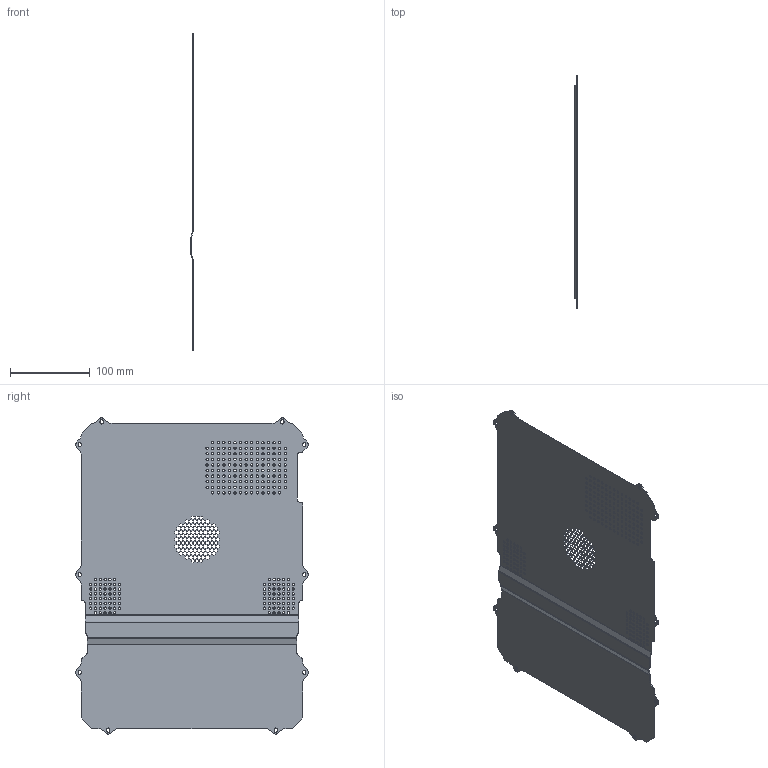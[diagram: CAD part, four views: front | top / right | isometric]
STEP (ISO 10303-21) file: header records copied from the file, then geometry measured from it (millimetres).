
FILE_DESCRIPTION (( 'STEP AP214' ), '1' );
FILE_NAME ('JXHMP4602-11060-b 掖醱儂眊猾啣.step', '2024-12-05T13:14:13', ( 'Windows User' ), ( 'P R C' ), 'SwSTEP 2.0', 'SolidWorks 2020', '' );
FILE_SCHEMA (( 'AUTOMOTIVE_DESIGN' ));
Length unit declared in the file: millimetre
Products named in the file (1): JXHMP4602-11060-b 掖醱儂眊猾啣
Bounding box: 3.5 x 291.96 x 396.73 mm (x, y, z)
Volume: 102318.1 mm3; surface area: 210016.9 mm2
Topology: 1 solids, 1 shells, 1329 faces, 3981 edges, 2654 vertices
Faces by surface type: plane 734, cylinder 595
Entity records: 46515 total; most frequent: CARTESIAN_POINT 7965, ORIENTED_EDGE 7962, DIRECTION 7831, EDGE_CURVE 3981, LINE 2791, VECTOR 2791, VERTEX_POINT 2654, AXIS2_PLACEMENT_3D 2520
